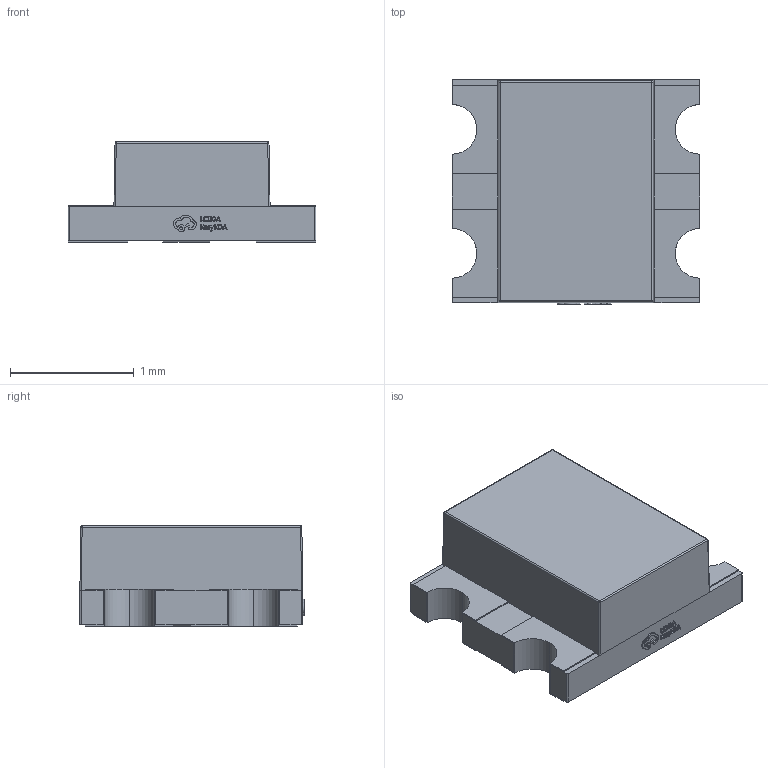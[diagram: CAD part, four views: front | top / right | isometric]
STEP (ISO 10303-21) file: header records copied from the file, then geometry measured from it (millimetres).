
FILE_DESCRIPTION (( 'STEP AP214' ), '1' );
FILE_NAME ('LED-SMD_4P-L2.0-W1.8_CY-0807.step', '2022-07-08T12:06:51', ( '' ), ( '' ), 'SwSTEP 2.0', 'SolidWorks 2020', '' );
FILE_SCHEMA (( 'AUTOMOTIVE_DESIGN' ));
Length unit declared in the file: millimetre
Products named in the file (1): LED-SMD_4P-L2.0-W1.8_CY-0807
Bounding box: 2 x 1.81 x 0.81 mm (x, y, z)
Volume: 2.1 mm3; surface area: 12.4 mm2
Topology: 1 solids, 1 shells, 369 faces, 996 edges, 656 vertices
Faces by surface type: plane 235, bspline 112, cylinder 18, sphere 4
Entity records: 16735 total; most frequent: CARTESIAN_POINT 4138, ORIENTED_EDGE 1992, DIRECTION 1312, EDGE_CURVE 996, VECTOR 732, LINE 732, VERTEX_POINT 656, EDGE_LOOP 396
